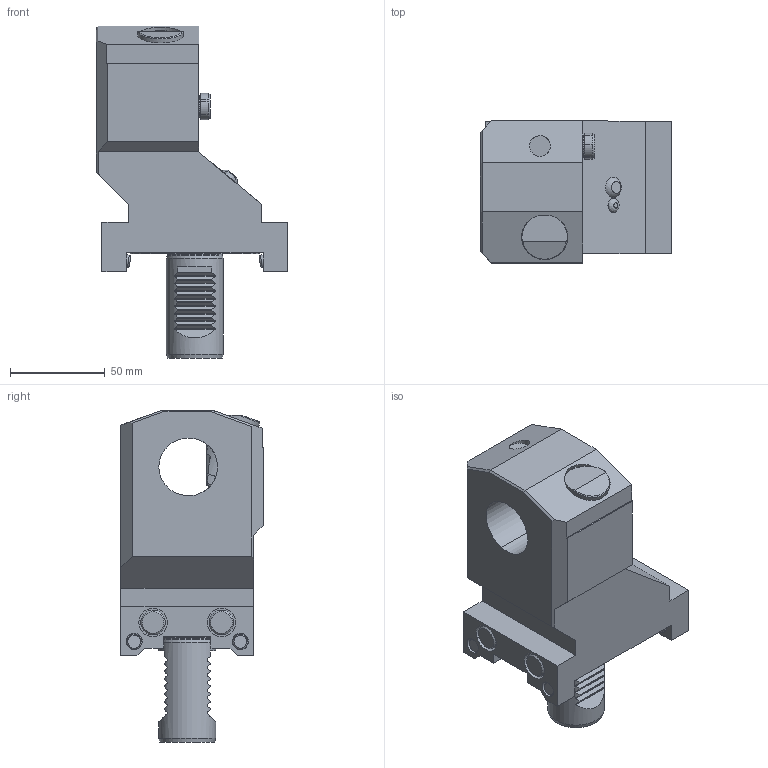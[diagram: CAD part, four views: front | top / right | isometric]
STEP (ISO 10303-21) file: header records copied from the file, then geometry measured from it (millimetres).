
FILE_DESCRIPTION(/* description */ (''),/* implementation_level */ '2;1');
FILE_NAME(/* name */ 'W1340000.stp',/* time_stamp */ '2013-07-29T12:31:56+02:00',/* author */ (''),/* organization */ (''),/* preprocessor_version */ 'ST-DEVELOPER v11',/* originating_system */ 'SIEMENS PLM Software NX 7.5',/* authorisation */ '');
FILE_SCHEMA (('AUTOMOTIVE_DESIGN { 1 0 10303 214 1 1 1 1 }'));
Length unit declared in the file: millimetre
Products named in the file (1): fran16DEoo9w
Bounding box: 101 x 75 x 175 mm (x, y, z)
Volume: 542332.1 mm3; surface area: 62911.8 mm2
Topology: 1 solids, 1 shells, 242 faces, 608 edges, 398 vertices
Faces by surface type: plane 147, cylinder 60, cone 20, torus 9, sphere 5, bspline 1
Full cylindrical faces by diameter (mm): 6.5 x4, 8 x5, 8.5 x4, 11 x1, 11.4 x1, 13 x4, 14 x1, 15 x4, 24.5 x1, 29.1 x1, 30 x1, 68 x1
Entity records: 7456 total; most frequent: CARTESIAN_POINT 1855, DIRECTION 1170, ORIENTED_EDGE 1064, EDGE_CURVE 532, AXIS2_PLACEMENT_3D 442, VERTEX_POINT 380, EDGE_LOOP 330, LINE 286
